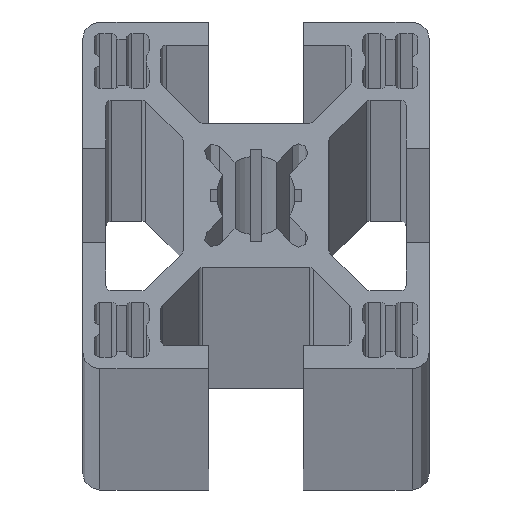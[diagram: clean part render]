
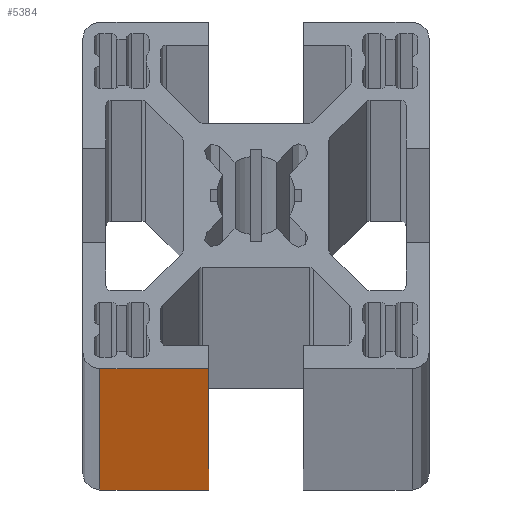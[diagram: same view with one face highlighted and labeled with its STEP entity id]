
A CAD part, top view. The second image highlights one B-rep face of the part: STEP entity #5384.
In plain terms, the highlighted planar face has unit normal (0, -1, 0).
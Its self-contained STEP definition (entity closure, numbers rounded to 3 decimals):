
#10 = ORIENTED_EDGE ( 'NONE', *, *, #1830, .T. ) ;
#11 = ORIENTED_EDGE ( 'NONE', *, *, #1819, .F. ) ;
#12 = ORIENTED_EDGE ( 'NONE', *, *, #1898, .F. ) ;
#13 = ORIENTED_EDGE ( 'NONE', *, *, #1822, .T. ) ;
#371 = EDGE_LOOP ( 'NONE', ( #10, #11, #12, #13 ) ) ;
#754 = VERTEX_POINT ( 'NONE', #3889 ) ;
#765 = VERTEX_POINT ( 'NONE', #3900 ) ;
#766 = VERTEX_POINT ( 'NONE', #3901 ) ;
#779 = VERTEX_POINT ( 'NONE', #3914 ) ;
#1439 = LINE ( 'NONE', #2159, #1440 ) ;
#1440 = VECTOR ( 'NONE', #2160, 1000. ) ;
#1445 = LINE ( 'NONE', #2165, #1446 ) ;
#1446 = VECTOR ( 'NONE', #2166, 1000. ) ;
#1461 = LINE ( 'NONE', #2112, #1462 ) ;
#1462 = VECTOR ( 'NONE', #2113, 1000. ) ;
#1819 = EDGE_CURVE ( 'NONE', #754, #766, #1439, .T. ) ;
#1822 = EDGE_CURVE ( 'NONE', #765, #779, #1445, .T. ) ;
#1830 = EDGE_CURVE ( 'NONE', #779, #766, #1461, .T. ) ;
#1898 = EDGE_CURVE ( 'NONE', #765, #754, #4463, .T. ) ;
#2112 = CARTESIAN_POINT ( 'NONE',  ( -13.5, -15., -6000. ) ) ;
#2113 = DIRECTION ( 'NONE',  ( 1., 0., 0. ) ) ;
#2159 = CARTESIAN_POINT ( 'NONE',  ( -4.1, -15., -3000. ) ) ;
#2160 = DIRECTION ( 'NONE',  ( 0., 0., -1. ) ) ;
#2165 = CARTESIAN_POINT ( 'NONE',  ( -13.5, -15., -3000. ) ) ;
#2166 = DIRECTION ( 'NONE',  ( 0., 0., -1. ) ) ;
#2803 = FACE_OUTER_BOUND ( 'NONE', #371, .T. ) ;
#2876 = PLANE ( 'NONE',  #4812 ) ;
#2877 = CARTESIAN_POINT ( 'NONE',  ( -13.5, -15., 0. ) ) ;
#2878 = DIRECTION ( 'NONE',  ( 0., -1., 0. ) ) ;
#2879 = DIRECTION ( 'NONE',  ( 0., 0., -1. ) ) ;
#3850 = CARTESIAN_POINT ( 'NONE',  ( -15., -15., 0. ) ) ;
#3851 = DIRECTION ( 'NONE',  ( 1., 0., 0. ) ) ;
#3889 = CARTESIAN_POINT ( 'NONE',  ( -4.1, -15., 0. ) ) ;
#3900 = CARTESIAN_POINT ( 'NONE',  ( -13.5, -15., 0. ) ) ;
#3901 = CARTESIAN_POINT ( 'NONE',  ( -4.1, -15., -6000. ) ) ;
#3914 = CARTESIAN_POINT ( 'NONE',  ( -13.5, -15., -6000. ) ) ;
#4463 = LINE ( 'NONE', #3850, #4464 ) ;
#4464 = VECTOR ( 'NONE', #3851, 1000. ) ;
#4812 = AXIS2_PLACEMENT_3D ( 'NONE', #2877, #2878, #2879 ) ;
#5384 = ADVANCED_FACE ( 'NONE', ( #2803 ), #2876, .T. ) ;
